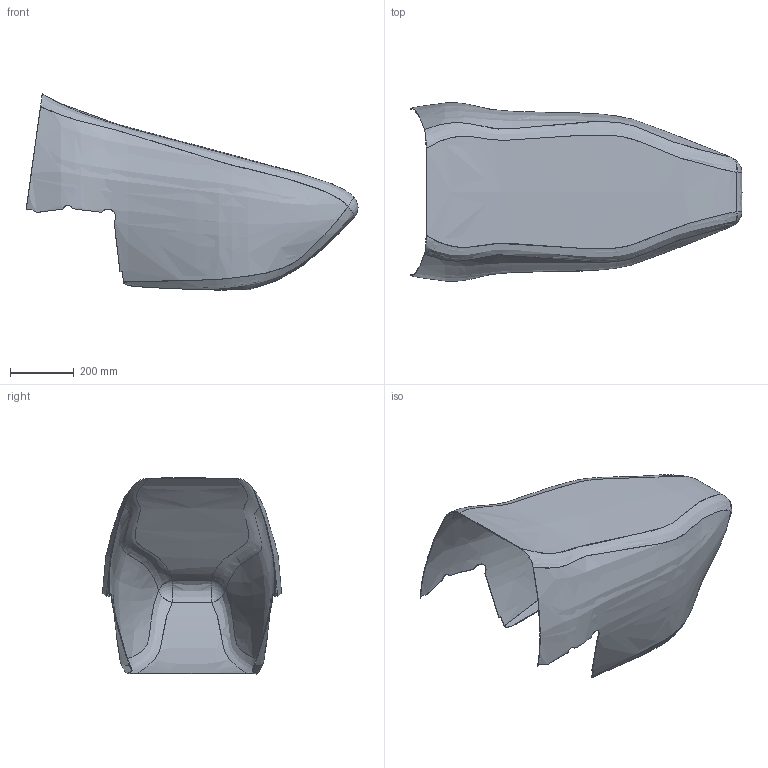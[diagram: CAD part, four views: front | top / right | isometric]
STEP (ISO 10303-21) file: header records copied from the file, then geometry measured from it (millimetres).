
FILE_DESCRIPTION(('CATIA V5 STEP Exchange'),'2;1');
FILE_NAME('FR_02001_nez_EPSA_2020.stp','2020-01-14T15:10:02+00:00',('none'),('none'),'CATIA Version 5 Release 19 SP 2 (IN-10)','CATIA V5 STEP AP203','none');
FILE_SCHEMA(('CONFIG_CONTROL_DESIGN'));
Products named in the file (1): FR_02001
Bounding box: 1039.71 x 558.77 x 614.25 mm (x, y, z)
Volume: 1847636 mm3; surface area: 2471280.7 mm2
Topology: 1 solids, 1 shells, 48 faces, 188 edges, 200 vertices
Faces by surface type: bspline 44, sphere 4
Entity records: 36767 total; most frequent: CARTESIAN_POINT 35666, ORIENTED_EDGE 220, B_SPLINE_CURVE_WITH_KNOTS 144, EDGE_CURVE 110, COMPOSITE_CURVE_SEGMENT 74, TRIMMED_CURVE 74, VERTEX_POINT 64, DIRECTION 48
